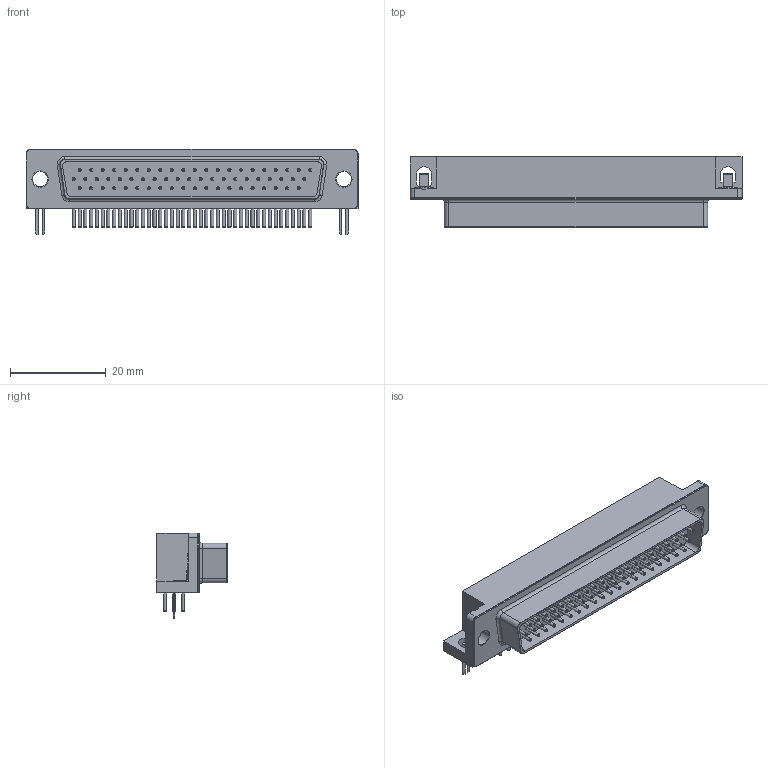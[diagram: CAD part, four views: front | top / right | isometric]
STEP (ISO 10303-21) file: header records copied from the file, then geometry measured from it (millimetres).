
FILE_DESCRIPTION(/* description */ ('model of DSUB-62-HD_Male_Horizontal_P2.41x1.90mm_EdgePinOffset3.03mm_Housed_MountingHolesOffset4.94mm'),/* implementation_level */ '2;1');
FILE_NAME(/* name */ 'DSUB-62-HD_Male_Horizontal_P2.41x1.90mm_EdgePinOffset3.03mm_Housed_MountingHolesOffset4.94mm.step',/* time_stamp */ '2024-11-10T12:18:27',/* author */ ('KiCAD','kicad'),/* organization */ ('OCCT'),/* preprocessor_version */ '',/* originating_system */ 'KiCAD',/* authorisation */ '');
FILE_SCHEMA(('AUTOMOTIVE_DESIGN { 1 0 10303 214 1 1 1 1 }'));
Length unit declared in the file: millimetre
Products named in the file (1): DSUB-62-HD_Male_Horizontal_P2.41x1.90mm_EdgePinOffset3.03mm_Housed_
MountingHolesOffset4.94mm
Bounding box: 69.4 x 14.7 x 17.9 mm (x, y, z)
Volume: 8202.2 mm3; surface area: 6022.1 mm2
Topology: 1 solids, 2 shells, 562 faces, 1142 edges, 708 vertices
Faces by surface type: cylinder 222, plane 198, torus 134, cone 4, revolution 4
Full cylindrical faces by diameter (mm): 0.64 x186, 3.2 x2, 4 x2
Entity records: 23246 total; most frequent: DIRECTION 2974, CARTESIAN_POINT 2913, ORIENTED_EDGE 2284, AXIS2_PLACEMENT_3D 1275, EDGE_CURVE 1142, PRESENTATION_STYLE_ASSIGNMENT 844, SURFACE_STYLE_USAGE 844, SURFACE_SIDE_STYLE 844
